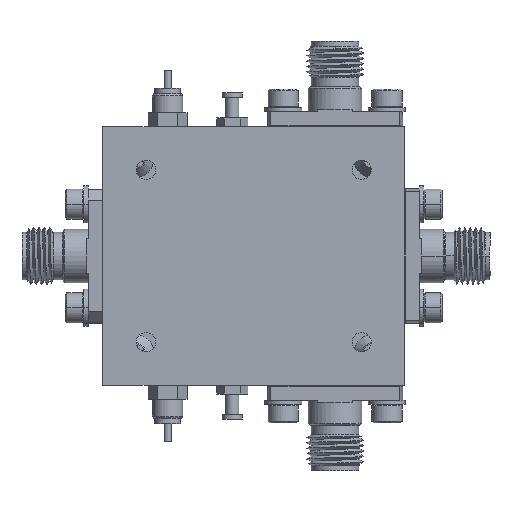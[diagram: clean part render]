
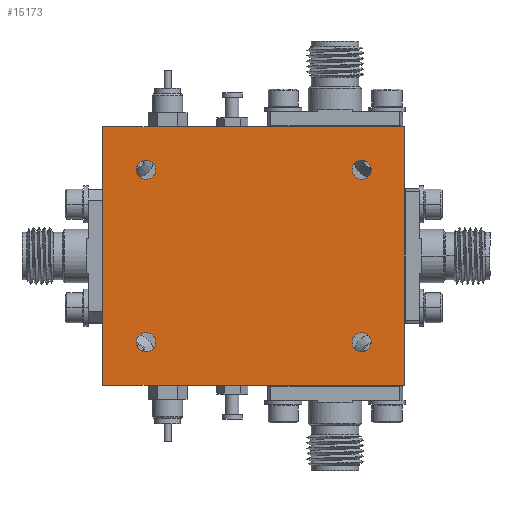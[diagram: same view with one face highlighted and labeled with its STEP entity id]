
A CAD part, front view. The second image highlights one B-rep face of the part: STEP entity #15173.
In plain terms, the highlighted planar face has unit normal (0, 1, 0).
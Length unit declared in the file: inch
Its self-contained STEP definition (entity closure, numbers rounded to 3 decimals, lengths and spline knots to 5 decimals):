
#24 = DIRECTION ( 'NONE',  ( 0., 0., -1. ) ) ;
#90 = ORIENTED_EDGE ( 'NONE', *, *, #4617, .T. ) ;
#1189 = FACE_BOUND ( 'NONE', #18080, .T. ) ;
#1279 = VERTEX_POINT ( 'NONE', #14817 ) ;
#1379 = VECTOR ( 'NONE', #17502, 39.37008 ) ;
#1389 = EDGE_CURVE ( 'NONE', #17531, #2348, #22269, .T. ) ;
#1411 = ORIENTED_EDGE ( 'NONE', *, *, #25439, .T. ) ;
#1671 = ORIENTED_EDGE ( 'NONE', *, *, #1389, .T. ) ;
#1880 = CARTESIAN_POINT ( 'NONE',  ( -0.5, 0., 0.4445 ) ) ;
#2290 = PLANE ( 'NONE',  #12275 ) ;
#2348 = VERTEX_POINT ( 'NONE', #11635 ) ;
#2360 = VERTEX_POINT ( 'NONE', #3842 ) ;
#2610 = ORIENTED_EDGE ( 'NONE', *, *, #19191, .T. ) ;
#2852 = LINE ( 'NONE', #12282, #25675 ) ;
#2899 = CARTESIAN_POINT ( 'NONE',  ( 0.7, 0., 0.6 ) ) ;
#3003 = CARTESIAN_POINT ( 'NONE',  ( 0.5, 0., 0.4 ) ) ;
#3783 = CARTESIAN_POINT ( 'NONE',  ( 0.5, 0., -0.4 ) ) ;
#3842 = CARTESIAN_POINT ( 'NONE',  ( 0.5, 0., -0.4445 ) ) ;
#3858 = ORIENTED_EDGE ( 'NONE', *, *, #4770, .T. ) ;
#4424 = CIRCLE ( 'NONE', #19384, 0.0445 ) ;
#4474 = CIRCLE ( 'NONE', #25528, 0.0445 ) ;
#4617 = EDGE_CURVE ( 'NONE', #2348, #17531, #4474, .T. ) ;
#4770 = EDGE_CURVE ( 'NONE', #1279, #21277, #9245, .T. ) ;
#5087 = ORIENTED_EDGE ( 'NONE', *, *, #23334, .T. ) ;
#5133 = CARTESIAN_POINT ( 'NONE',  ( -0.5, 0., 0.4 ) ) ;
#5140 = DIRECTION ( 'NONE',  ( 1., 0., 0. ) ) ;
#5189 = LINE ( 'NONE', #13184, #1379 ) ;
#5375 = VERTEX_POINT ( 'NONE', #6663 ) ;
#5495 = EDGE_CURVE ( 'NONE', #13862, #5375, #2852, .T. ) ;
#5596 = CIRCLE ( 'NONE', #19457, 0.0445 ) ;
#5680 = AXIS2_PLACEMENT_3D ( 'NONE', #3783, #5907, #22310 ) ;
#5686 = ORIENTED_EDGE ( 'NONE', *, *, #7228, .T. ) ;
#5810 = DIRECTION ( 'NONE',  ( 0., 0., -1. ) ) ;
#5907 = DIRECTION ( 'NONE',  ( 0., -1., 0. ) ) ;
#6026 = AXIS2_PLACEMENT_3D ( 'NONE', #3003, #21185, #10890 ) ;
#6116 = DIRECTION ( 'NONE',  ( 0., -1., 0. ) ) ;
#6663 = CARTESIAN_POINT ( 'NONE',  ( -0.7, 0., -0.6 ) ) ;
#6916 = VERTEX_POINT ( 'NONE', #1880 ) ;
#7120 = AXIS2_PLACEMENT_3D ( 'NONE', #13282, #21530, #11493 ) ;
#7228 = EDGE_CURVE ( 'NONE', #7465, #20101, #12308, .T. ) ;
#7442 = DIRECTION ( 'NONE',  ( 0., 0., -1. ) ) ;
#7465 = VERTEX_POINT ( 'NONE', #23315 ) ;
#8188 = FACE_BOUND ( 'NONE', #15235, .T. ) ;
#8308 = DIRECTION ( 'NONE',  ( 0., -1., 0. ) ) ;
#9245 = CIRCLE ( 'NONE', #6026, 0.0445 ) ;
#9330 = CARTESIAN_POINT ( 'NONE',  ( -0.5, 0., -0.4 ) ) ;
#9927 = EDGE_LOOP ( 'NONE', ( #13386, #16809, #5686, #2610 ) ) ;
#10890 = DIRECTION ( 'NONE',  ( 0., 0., -1. ) ) ;
#11493 = DIRECTION ( 'NONE',  ( 0., 0., -1. ) ) ;
#11635 = CARTESIAN_POINT ( 'NONE',  ( -0.5, 0., -0.4445 ) ) ;
#12137 = CARTESIAN_POINT ( 'NONE',  ( -0.5, 0., -0.4 ) ) ;
#12275 = AXIS2_PLACEMENT_3D ( 'NONE', #16635, #12661, #18351 ) ;
#12282 = CARTESIAN_POINT ( 'NONE',  ( 0., 0., -0.6 ) ) ;
#12308 = LINE ( 'NONE', #17277, #24330 ) ;
#12661 = DIRECTION ( 'NONE',  ( 0., 1., 0. ) ) ;
#12820 = CARTESIAN_POINT ( 'NONE',  ( -0.5, 0., 0.3555 ) ) ;
#12891 = CARTESIAN_POINT ( 'NONE',  ( 0.7, 0., 0. ) ) ;
#13089 = LINE ( 'NONE', #12891, #18484 ) ;
#13184 = CARTESIAN_POINT ( 'NONE',  ( -0.7, 0., 0. ) ) ;
#13282 = CARTESIAN_POINT ( 'NONE',  ( 0.5, 0., -0.4 ) ) ;
#13284 = AXIS2_PLACEMENT_3D ( 'NONE', #9330, #23353, #19566 ) ;
#13386 = ORIENTED_EDGE ( 'NONE', *, *, #5495, .T. ) ;
#13537 = EDGE_CURVE ( 'NONE', #21277, #1279, #4424, .T. ) ;
#13562 = DIRECTION ( 'NONE',  ( 0., -1., 0. ) ) ;
#13620 = DIRECTION ( 'NONE',  ( 0., -1., 0. ) ) ;
#13770 = CIRCLE ( 'NONE', #25010, 0.0445 ) ;
#13862 = VERTEX_POINT ( 'NONE', #14043 ) ;
#13884 = FACE_BOUND ( 'NONE', #14492, .T. ) ;
#14043 = CARTESIAN_POINT ( 'NONE',  ( 0.7, 0., -0.6 ) ) ;
#14135 = ORIENTED_EDGE ( 'NONE', *, *, #22737, .T. ) ;
#14492 = EDGE_LOOP ( 'NONE', ( #90, #1671 ) ) ;
#14817 = CARTESIAN_POINT ( 'NONE',  ( 0.5, 0., 0.4445 ) ) ;
#15173 = ADVANCED_FACE ( 'NONE', ( #19242, #1189, #13884, #8188, #17993 ), #2290, .T. ) ;
#15235 = EDGE_LOOP ( 'NONE', ( #1411, #14135 ) ) ;
#15377 = CIRCLE ( 'NONE', #5680, 0.0445 ) ;
#16635 = CARTESIAN_POINT ( 'NONE',  ( 0., 0., 0. ) ) ;
#16660 = CIRCLE ( 'NONE', #7120, 0.0445 ) ;
#16809 = ORIENTED_EDGE ( 'NONE', *, *, #25416, .T. ) ;
#17195 = ORIENTED_EDGE ( 'NONE', *, *, #13537, .T. ) ;
#17211 = VERTEX_POINT ( 'NONE', #18680 ) ;
#17277 = CARTESIAN_POINT ( 'NONE',  ( 0., 0., 0.6 ) ) ;
#17484 = EDGE_CURVE ( 'NONE', #2360, #17211, #15377, .T. ) ;
#17502 = DIRECTION ( 'NONE',  ( 0., 0., 1. ) ) ;
#17531 = VERTEX_POINT ( 'NONE', #18213 ) ;
#17993 = FACE_BOUND ( 'NONE', #24490, .T. ) ;
#18080 = EDGE_LOOP ( 'NONE', ( #17195, #3858 ) ) ;
#18196 = VERTEX_POINT ( 'NONE', #12820 ) ;
#18213 = CARTESIAN_POINT ( 'NONE',  ( -0.5, 0., -0.3555 ) ) ;
#18351 = DIRECTION ( 'NONE',  ( 0., 0., 1. ) ) ;
#18484 = VECTOR ( 'NONE', #19076, 39.37008 ) ;
#18680 = CARTESIAN_POINT ( 'NONE',  ( 0.5, 0., -0.3555 ) ) ;
#19076 = DIRECTION ( 'NONE',  ( 0., 0., -1. ) ) ;
#19191 = EDGE_CURVE ( 'NONE', #20101, #13862, #13089, .T. ) ;
#19242 = FACE_OUTER_BOUND ( 'NONE', #9927, .T. ) ;
#19384 = AXIS2_PLACEMENT_3D ( 'NONE', #24566, #8308, #22414 ) ;
#19457 = AXIS2_PLACEMENT_3D ( 'NONE', #5133, #13562, #7442 ) ;
#19536 = ORIENTED_EDGE ( 'NONE', *, *, #17484, .T. ) ;
#19566 = DIRECTION ( 'NONE',  ( 0., 0., -1. ) ) ;
#20101 = VERTEX_POINT ( 'NONE', #2899 ) ;
#20207 = CARTESIAN_POINT ( 'NONE',  ( 0.5, 0., 0.3555 ) ) ;
#21185 = DIRECTION ( 'NONE',  ( 0., -1., 0. ) ) ;
#21277 = VERTEX_POINT ( 'NONE', #20207 ) ;
#21530 = DIRECTION ( 'NONE',  ( 0., -1., 0. ) ) ;
#21874 = CARTESIAN_POINT ( 'NONE',  ( -0.5, 0., 0.4 ) ) ;
#22269 = CIRCLE ( 'NONE', #13284, 0.0445 ) ;
#22310 = DIRECTION ( 'NONE',  ( 0., 0., -1. ) ) ;
#22414 = DIRECTION ( 'NONE',  ( 0., 0., -1. ) ) ;
#22494 = DIRECTION ( 'NONE',  ( -1., 0., 0. ) ) ;
#22737 = EDGE_CURVE ( 'NONE', #6916, #18196, #5596, .T. ) ;
#23315 = CARTESIAN_POINT ( 'NONE',  ( -0.7, 0., 0.6 ) ) ;
#23334 = EDGE_CURVE ( 'NONE', #17211, #2360, #16660, .T. ) ;
#23353 = DIRECTION ( 'NONE',  ( 0., -1., 0. ) ) ;
#24330 = VECTOR ( 'NONE', #5140, 39.37008 ) ;
#24490 = EDGE_LOOP ( 'NONE', ( #19536, #5087 ) ) ;
#24566 = CARTESIAN_POINT ( 'NONE',  ( 0.5, 0., 0.4 ) ) ;
#25010 = AXIS2_PLACEMENT_3D ( 'NONE', #21874, #13620, #5810 ) ;
#25416 = EDGE_CURVE ( 'NONE', #5375, #7465, #5189, .T. ) ;
#25439 = EDGE_CURVE ( 'NONE', #18196, #6916, #13770, .T. ) ;
#25528 = AXIS2_PLACEMENT_3D ( 'NONE', #12137, #6116, #24 ) ;
#25675 = VECTOR ( 'NONE', #22494, 39.37008 ) ;
